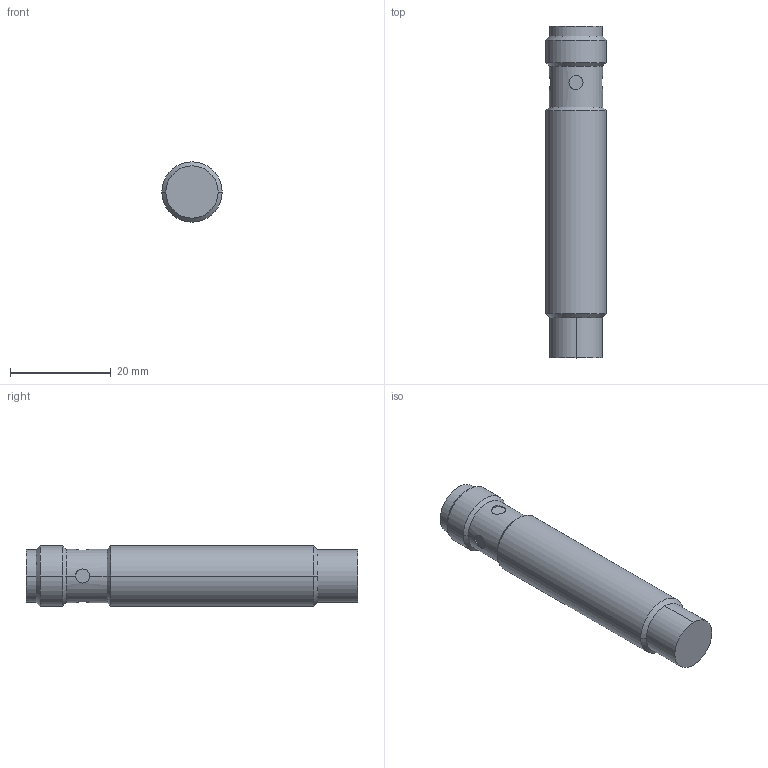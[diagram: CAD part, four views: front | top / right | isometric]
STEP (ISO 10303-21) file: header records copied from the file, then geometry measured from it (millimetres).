
FILE_DESCRIPTION((''),'2;1');
FILE_NAME('DM_CAD-2294','2016-06-15T',('creinig-se'),(''),'PRO/ENGINEER BY PARAMETRIC TECHNOLOGY CORPORATION, 2015440','PRO/ENGINEER BY PARAMETRIC TECHNOLOGY CORPORATION, 2015440','');
FILE_SCHEMA(('CONFIG_CONTROL_DESIGN'));
Length unit declared in the file: millimetre
Products named in the file (1): DM_CAD-2294
Bounding box: 12 x 66 x 12 mm (x, y, z)
Volume: 6396 mm3; surface area: 2974.8 mm2
Topology: 1 solids, 1 shells, 52 faces, 173 edges, 135 vertices
Faces by surface type: cylinder 27, plane 11, cone 8, sphere 6
Entity records: 2802 total; most frequent: CARTESIAN_POINT 393, DIRECTION 337, ORIENTED_EDGE 216, PRESENTATION_STYLE_ASSIGNMENT 206, STYLED_ITEM 180, CURVE_STYLE 173, AXIS2_PLACEMENT_3D 125, EDGE_CURVE 108
